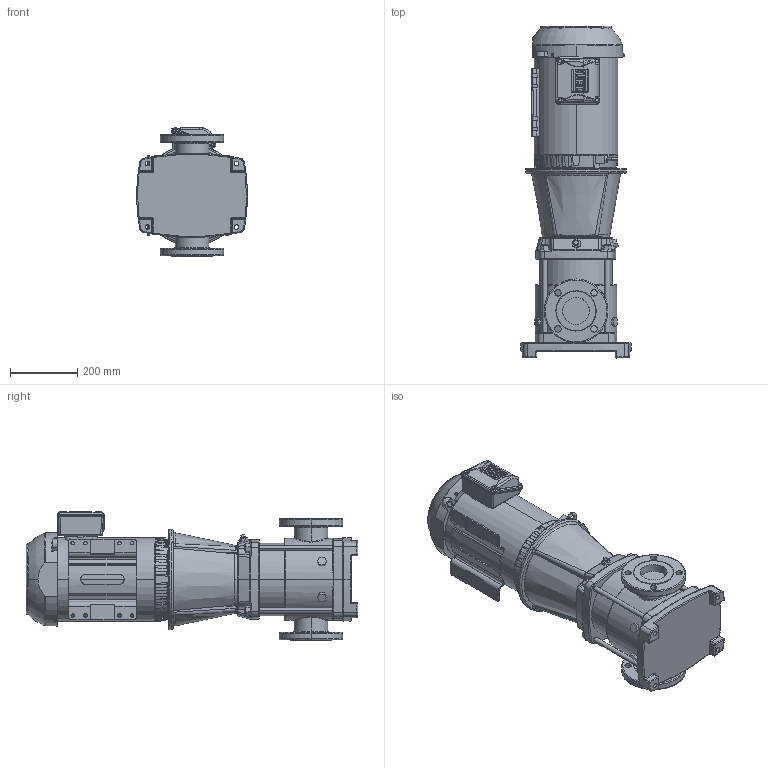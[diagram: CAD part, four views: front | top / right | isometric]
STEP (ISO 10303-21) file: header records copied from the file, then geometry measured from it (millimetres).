
FILE_DESCRIPTION (( 'STEP AP203' ), '1' );
FILE_NAME ('3350114 - MVI-225-1-7.5 HP-213TC-304-E-575~3.step', '2022-03-31T14:48:18', ( '' ), ( '' ), 'SwSTEP 2.0', 'SolidWorks 2021', '' );
FILE_SCHEMA (( 'CONFIG_CONTROL_DESIGN' ));
Length unit declared in the file: inch
Products named in the file (5): TEFC MOTOR_2700097 - NEMA V2 7.5 HP 213_5TC 575~3 TEFC W; 2700097 - NEMA V2 7.5 HP 213_5TC 575~3 TEFC; 3350114 - MVI-225-1-7.5 HP-213TC-304-E-575~3; MVI PEO - [304-EPDM]_3304114 - MVI-225-1-7.5 HP-213TC-304-E-S; sbi_n_45-1_flange(NEMA)
Assembly tree (4 placements, depth 3):
  3350114 - MVI-225-1-7.5 HP-213TC-304-E-575~3
    MVI PEO - [304-EPDM]_3304114 - MVI-225-1-7.5 HP-213TC-304-E-S
      sbi_n_45-1_flange(NEMA)
    TEFC MOTOR_2700097 - NEMA V2 7.5 HP 213_5TC 575~3 TEFC W
      2700097 - NEMA V2 7.5 HP 213_5TC 575~3 TEFC
Bounding box: 329.74 x 990.1 x 385.02 mm (x, y, z)
Volume: 49848468.1 mm3; surface area: 1812360.5 mm2
Topology: 21 solids, 37 shells, 3893 faces, 10159 edges, 6610 vertices
Faces by surface type: plane 1909, cylinder 1444, bspline 272, cone 158, torus 104, sphere 6
Entity records: 150776 total; most frequent: CARTESIAN_POINT 55912, ORIENTED_EDGE 20258, DIRECTION 19064, EDGE_CURVE 10129, AXIS2_PLACEMENT_3D 6752, VERTEX_POINT 6608, VECTOR 5560, LINE 5560
